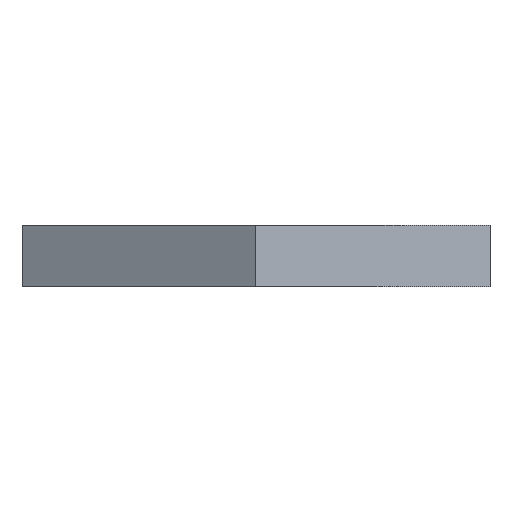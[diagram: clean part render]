
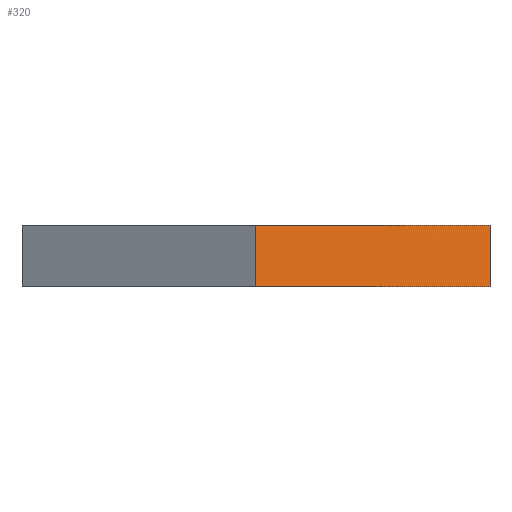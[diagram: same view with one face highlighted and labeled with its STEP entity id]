
A CAD part, front view. The second image highlights one B-rep face of the part: STEP entity #320.
In plain terms, the highlighted planar face has unit normal (0.5, -0.866, 0).
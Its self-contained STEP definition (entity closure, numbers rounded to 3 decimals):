
#25=PLANE('',#354);
#44=FACE_OUTER_BOUND('',#62,.T.);
#62=EDGE_LOOP('',(#278,#279,#280,#281));
#96=LINE('',#1532,#119);
#106=LINE('',#1552,#129);
#107=LINE('',#1555,#130);
#108=LINE('',#1556,#131);
#119=VECTOR('',#392,10.);
#129=VECTOR('',#410,10.);
#130=VECTOR('',#413,10.);
#131=VECTOR('',#414,10.);
#155=VERTEX_POINT('',#1529);
#156=VERTEX_POINT('',#1531);
#162=VERTEX_POINT('',#1550);
#163=VERTEX_POINT('',#1554);
#194=EDGE_CURVE('',#155,#156,#96,.T.);
#204=EDGE_CURVE('',#162,#156,#106,.T.);
#205=EDGE_CURVE('',#163,#162,#107,.T.);
#206=EDGE_CURVE('',#163,#155,#108,.T.);
#278=ORIENTED_EDGE('',*,*,#205,.T.);
#279=ORIENTED_EDGE('',*,*,#204,.T.);
#280=ORIENTED_EDGE('',*,*,#194,.F.);
#281=ORIENTED_EDGE('',*,*,#206,.F.);
#320=ADVANCED_FACE('',(#44),#25,.T.);
#354=AXIS2_PLACEMENT_3D('',#1553,#411,#412);
#392=DIRECTION('',(0.866,0.5,0.));
#410=DIRECTION('',(0.,0.,1.));
#411=DIRECTION('center_axis',(0.5,-0.866,0.));
#412=DIRECTION('ref_axis',(0.866,0.5,0.));
#413=DIRECTION('',(0.866,0.5,0.));
#414=DIRECTION('',(0.,0.,1.));
#1529=CARTESIAN_POINT('',(0.,-10.97,2.5));
#1531=CARTESIAN_POINT('',(9.5,-5.485,2.5));
#1532=CARTESIAN_POINT('',(0.,-10.97,2.5));
#1550=CARTESIAN_POINT('',(9.5,-5.485,0.));
#1552=CARTESIAN_POINT('',(9.5,-5.485,0.));
#1553=CARTESIAN_POINT('Origin',(0.,-10.97,
0.));
#1554=CARTESIAN_POINT('',(0.,-10.97,0.));
#1555=CARTESIAN_POINT('',(0.,-10.97,0.));
#1556=CARTESIAN_POINT('',(0.,-10.97,0.));
